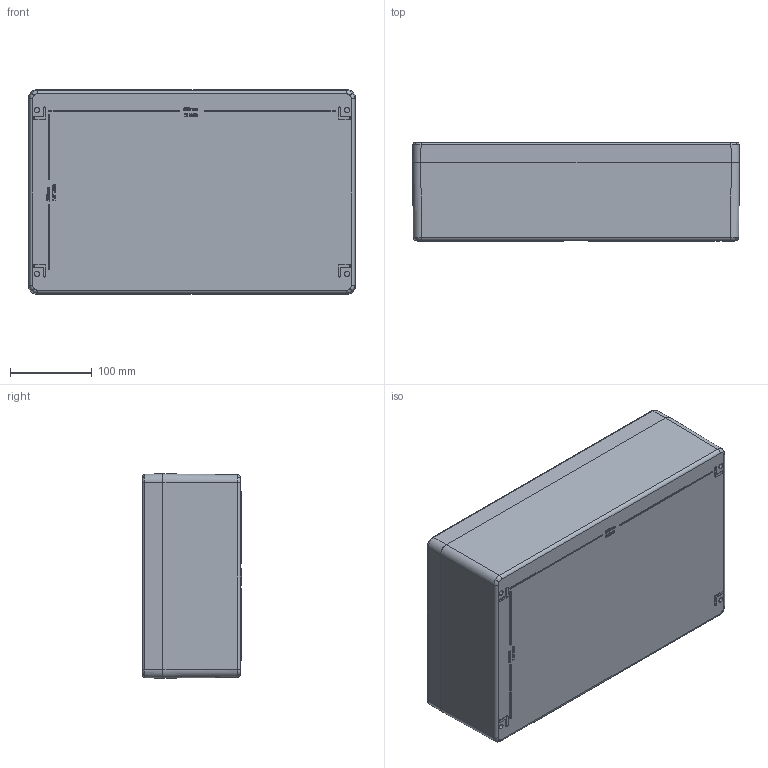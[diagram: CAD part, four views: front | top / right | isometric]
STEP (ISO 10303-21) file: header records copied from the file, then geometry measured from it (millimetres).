
FILE_DESCRIPTION (( 'STEP AP214' ), '1' );
FILE_NAME ('26254012.STEP', '2017-06-08T12:51:09', ( 'Macha' ), ( 'Hewlett-Packard Company' ), 'SwSTEP 2.0', 'SolidWorks 2015', '' );
FILE_SCHEMA (( 'AUTOMOTIVE_DESIGN' ));
Length unit declared in the file: millimetre
Products named in the file (9): 92684; 82015_1240; 93136; 23143-Deckel_Ex; 23143-Unterteil_Ex; 86222; 86224; 26254012
Assembly tree (19 placements, depth 3):
  26254012
    23143-Unterteil_Ex
      23143-Unterteil_Ex
      86224  x4
      86222  x6
    23143-Deckel_Ex
    93136  x4
    82015_1240
    92684
Bounding box: 400 x 121 x 250 mm (x, y, z)
Volume: 2131375.9 mm3; surface area: 723104.5 mm2
Topology: 18 solids, 18 shells, 1704 faces, 4258 edges, 2678 vertices
Faces by surface type: plane 699, bspline 429, cylinder 268, cone 204, torus 96, sphere 8
Entity records: 58446 total; most frequent: CARTESIAN_POINT 28980, ORIENTED_EDGE 6732, DIRECTION 4912, EDGE_CURVE 3366, VERTEX_POINT 2140, VECTOR 1752, LINE 1752, AXIS2_PLACEMENT_3D 1580
